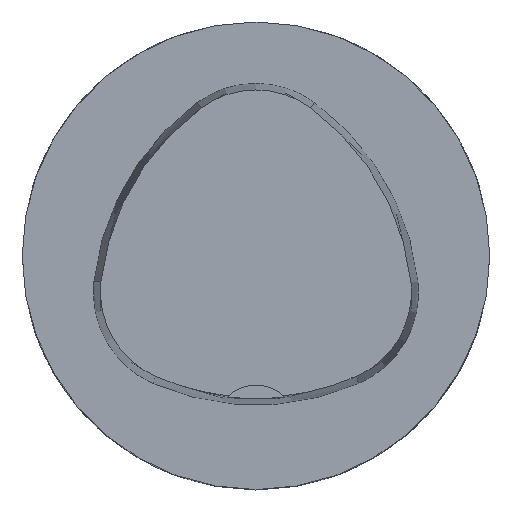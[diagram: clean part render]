
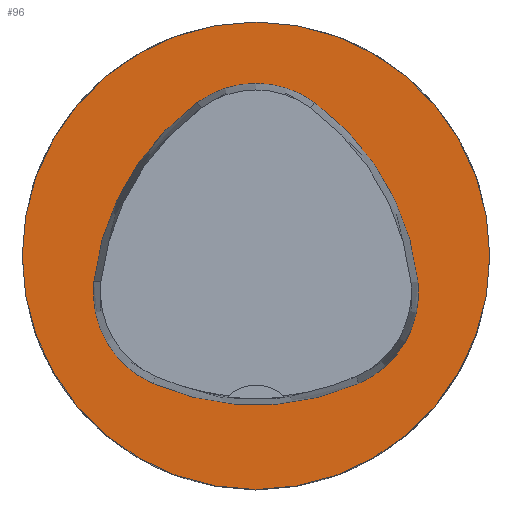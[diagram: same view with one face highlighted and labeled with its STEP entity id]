
A CAD part, top view. The second image highlights one B-rep face of the part: STEP entity #96.
In plain terms, the highlighted planar face has unit normal (0, 0, 1).
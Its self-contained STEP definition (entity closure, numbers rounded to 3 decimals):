
#36=PLANE('',#564);
#96=ADVANCED_FACE('',(#184,#185),#36,.T.);
#184=FACE_BOUND('',#216,.T.);
#185=FACE_BOUND('',#217,.T.);
#216=EDGE_LOOP('',(#305,#306,#307,#308,#309,#310));
#217=EDGE_LOOP('',(#311));
#305=ORIENTED_EDGE('',*,*,#450,.T.);
#306=ORIENTED_EDGE('',*,*,#430,.T.);
#307=ORIENTED_EDGE('',*,*,#434,.T.);
#308=ORIENTED_EDGE('',*,*,#437,.T.);
#309=ORIENTED_EDGE('',*,*,#440,.T.);
#310=ORIENTED_EDGE('',*,*,#448,.T.);
#311=ORIENTED_EDGE('',*,*,#421,.F.);
#378=VERTEX_POINT('',#791);
#387=VERTEX_POINT('',#810);
#388=VERTEX_POINT('',#811);
#391=VERTEX_POINT('',#819);
#393=VERTEX_POINT('',#825);
#395=VERTEX_POINT('',#831);
#402=VERTEX_POINT('',#852);
#421=EDGE_CURVE('',#378,#378,#472,.T.);
#430=EDGE_CURVE('',#387,#388,#473,.T.);
#434=EDGE_CURVE('',#388,#391,#475,.T.);
#437=EDGE_CURVE('',#391,#393,#477,.T.);
#440=EDGE_CURVE('',#393,#395,#479,.T.);
#448=EDGE_CURVE('',#395,#402,#483,.T.);
#450=EDGE_CURVE('',#402,#387,#485,.T.);
#472=CIRCLE('',#536,40.);
#473=CIRCLE('',#542,44.);
#475=CIRCLE('',#545,17.);
#477=CIRCLE('',#548,44.);
#479=CIRCLE('',#551,17.);
#483=CIRCLE('',#556,44.);
#485=CIRCLE('',#559,17.);
#536=AXIS2_PLACEMENT_3D('',#790,#621,#622);
#542=AXIS2_PLACEMENT_3D('',#809,#637,#638);
#545=AXIS2_PLACEMENT_3D('',#818,#645,#646);
#548=AXIS2_PLACEMENT_3D('',#824,#652,#653);
#551=AXIS2_PLACEMENT_3D('',#830,#659,#660);
#556=AXIS2_PLACEMENT_3D('',#853,#671,#672);
#559=AXIS2_PLACEMENT_3D('',#856,#677,#678);
#564=AXIS2_PLACEMENT_3D('',#861,#687,#688);
#621=DIRECTION('',(0.,0.,-1.));
#622=DIRECTION('',(-1.,0.,0.));
#637=DIRECTION('',(0.,0.,-1.));
#638=DIRECTION('',(-1.,0.,0.));
#645=DIRECTION('',(0.,0.,-1.));
#646=DIRECTION('',(-1.,0.,0.));
#652=DIRECTION('',(0.,0.,-1.));
#653=DIRECTION('',(-1.,0.,0.));
#659=DIRECTION('',(0.,0.,-1.));
#660=DIRECTION('',(-1.,0.,0.));
#671=DIRECTION('',(0.,0.,-1.));
#672=DIRECTION('',(-1.,0.,0.));
#677=DIRECTION('',(0.,0.,-1.));
#678=DIRECTION('',(-1.,0.,0.));
#687=DIRECTION('',(0.,0.,1.));
#688=DIRECTION('',(1.,0.,0.));
#790=CARTESIAN_POINT('',(0.,0.,0.));
#791=CARTESIAN_POINT('',(-40.,0.,0.));
#809=CARTESIAN_POINT('',(16.01,-9.224,0.));
#810=CARTESIAN_POINT('',(-27.722,-4.378,0.));
#811=CARTESIAN_POINT('',(-10.119,26.178,0.));
#818=CARTESIAN_POINT('',(-0.023,12.5,0.));
#819=CARTESIAN_POINT('',(10.049,26.194,0.));
#824=CARTESIAN_POINT('',(-16.021,-9.25,0.));
#825=CARTESIAN_POINT('',(27.71,-4.394,0.));
#830=CARTESIAN_POINT('',(10.814,-6.27,0.));
#831=CARTESIAN_POINT('',(17.611,-21.852,0.));
#852=CARTESIAN_POINT('',(-17.652,-21.819,0.));
#853=CARTESIAN_POINT('',(0.017,18.477,0.));
#856=CARTESIAN_POINT('',(-10.825,-6.25,0.));
#861=CARTESIAN_POINT('',(0.,0.,0.));
